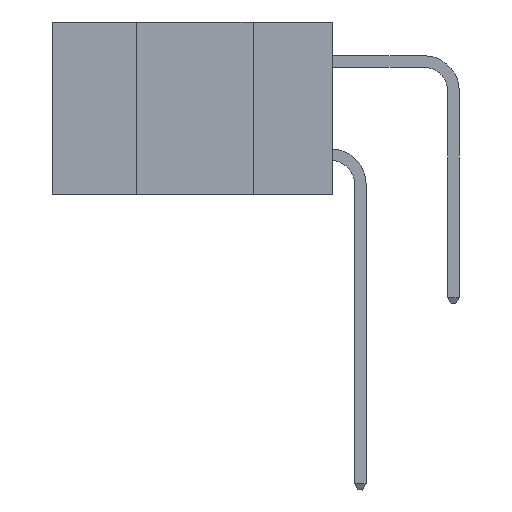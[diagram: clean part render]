
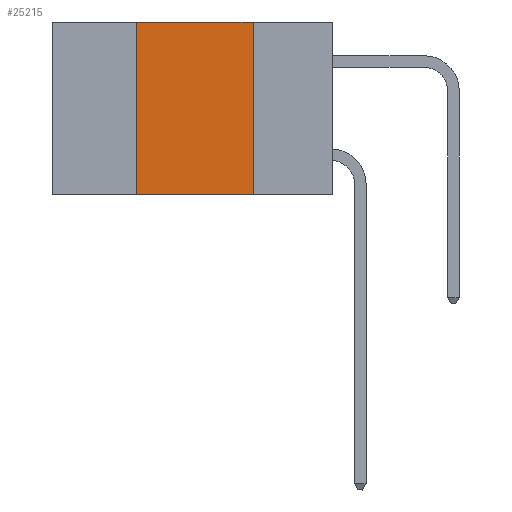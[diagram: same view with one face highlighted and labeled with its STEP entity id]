
A CAD part, left-side view. The second image highlights one B-rep face of the part: STEP entity #25215.
In plain terms, the highlighted planar face has unit normal (-1, 0, 0).
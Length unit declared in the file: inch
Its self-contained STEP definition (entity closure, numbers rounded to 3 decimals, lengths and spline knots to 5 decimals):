
#1598 = LINE ( 'NONE', #18496, #6872 ) ;
#2121 = ORIENTED_EDGE ( 'NONE', *, *, #6351, .F. ) ;
#2908 = AXIS2_PLACEMENT_3D ( 'NONE', #5077, #13424, #17636 ) ;
#3040 = PLANE ( 'NONE',  #2908 ) ;
#4049 = CARTESIAN_POINT ( 'NONE',  ( 0., 0.42, 0. ) ) ;
#4519 = ORIENTED_EDGE ( 'NONE', *, *, #9234, .F. ) ;
#5077 = CARTESIAN_POINT ( 'NONE',  ( 0., 0.6, 0. ) ) ;
#6241 = CARTESIAN_POINT ( 'NONE',  ( 0., 0.17, 0. ) ) ;
#6351 = EDGE_CURVE ( 'NONE', #8298, #11337, #12722, .T. ) ;
#6858 = CARTESIAN_POINT ( 'NONE',  ( 0., 0.17, -0.37 ) ) ;
#6872 = VECTOR ( 'NONE', #12243, 39.37008 ) ;
#7946 = VECTOR ( 'NONE', #10257, 39.37008 ) ;
#8298 = VERTEX_POINT ( 'NONE', #23386 ) ;
#9234 = EDGE_CURVE ( 'NONE', #19453, #15599, #1598, .T. ) ;
#9769 = ORIENTED_EDGE ( 'NONE', *, *, #23044, .F. ) ;
#10257 = DIRECTION ( 'NONE',  ( 0., -1., 0. ) ) ;
#11337 = VERTEX_POINT ( 'NONE', #4049 ) ;
#12243 = DIRECTION ( 'NONE',  ( 0., 0., -1. ) ) ;
#12722 = LINE ( 'NONE', #18848, #22104 ) ;
#13424 = DIRECTION ( 'NONE',  ( 1., 0., 0. ) ) ;
#15518 = DIRECTION ( 'NONE',  ( 0., -1., 0. ) ) ;
#15599 = VERTEX_POINT ( 'NONE', #6858 ) ;
#16649 = CARTESIAN_POINT ( 'NONE',  ( 0., 0.6, -0.37 ) ) ;
#17636 = DIRECTION ( 'NONE',  ( 0., 0., -1. ) ) ;
#18496 = CARTESIAN_POINT ( 'NONE',  ( 0., 0.17, -0.37 ) ) ;
#18842 = EDGE_CURVE ( 'NONE', #8298, #15599, #24961, .T. ) ;
#18848 = CARTESIAN_POINT ( 'NONE',  ( 0., 0.42, -0.37 ) ) ;
#19453 = VERTEX_POINT ( 'NONE', #6241 ) ;
#19605 = CARTESIAN_POINT ( 'NONE',  ( 0., 0.6, 0. ) ) ;
#19915 = VECTOR ( 'NONE', #15518, 39.37008 ) ;
#21352 = EDGE_LOOP ( 'NONE', ( #4519, #9769, #2121, #21563 ) ) ;
#21563 = ORIENTED_EDGE ( 'NONE', *, *, #18842, .T. ) ;
#22104 = VECTOR ( 'NONE', #26740, 39.37008 ) ;
#23044 = EDGE_CURVE ( 'NONE', #11337, #19453, #26144, .T. ) ;
#23386 = CARTESIAN_POINT ( 'NONE',  ( 0., 0.42, -0.37 ) ) ;
#23753 = FACE_OUTER_BOUND ( 'NONE', #21352, .T. ) ;
#24961 = LINE ( 'NONE', #16649, #7946 ) ;
#25215 = ADVANCED_FACE ( 'NONE', ( #23753 ), #3040, .F. ) ;
#26144 = LINE ( 'NONE', #19605, #19915 ) ;
#26740 = DIRECTION ( 'NONE',  ( 0., 0., 1. ) ) ;
